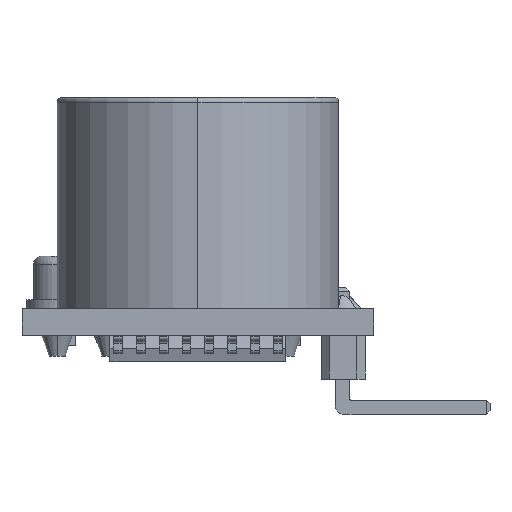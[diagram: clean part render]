
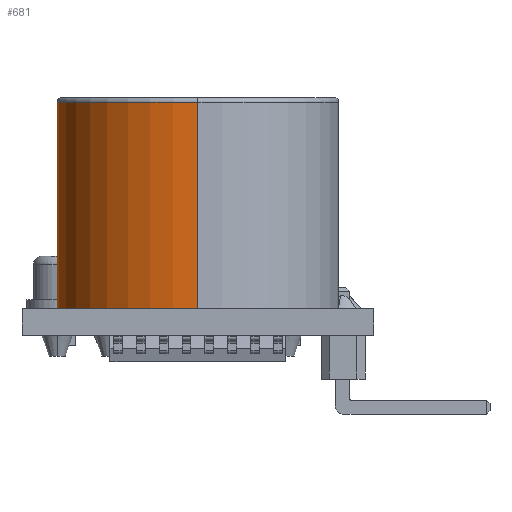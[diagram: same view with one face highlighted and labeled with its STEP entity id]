
A CAD part, left-side view. The second image highlights one B-rep face of the part: STEP entity #681.
In plain terms, the highlighted cylindrical face has radius 8 mm (diameter 16 mm), a partial arc.
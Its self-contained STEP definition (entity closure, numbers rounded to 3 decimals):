
#555=CARTESIAN_POINT('',(-13.,0.,13.25));
#556=DIRECTION('',(0.,0.,1.));
#557=DIRECTION('',(1.,0.,0.));
#558=AXIS2_PLACEMENT_3D('',#555,#556,#557);
#565=DIRECTION('',(0.,0.,1.));
#566=VECTOR('',#565,11.75);
#567=CARTESIAN_POINT('',(-21.,0.,1.5));
#568=LINE('',#567,#566);
#569=DIRECTION('',(0.,0.,1.));
#570=VECTOR('',#569,11.75);
#571=CARTESIAN_POINT('',(-5.,0.,1.5));
#572=LINE('',#571,#570);
#578=CARTESIAN_POINT('',(-13.,0.,1.5));
#579=DIRECTION('',(0.,0.,-1.));
#580=DIRECTION('',(-1.,0.,0.));
#581=AXIS2_PLACEMENT_3D('',#578,#579,#580);
#632=CARTESIAN_POINT('',(-5.,0.,13.25));
#634=VERTEX_POINT('',#632);
#639=CARTESIAN_POINT('',(-5.,0.,1.5));
#640=VERTEX_POINT('',#639);
#647=CARTESIAN_POINT('',(-21.,0.,13.25));
#648=VERTEX_POINT('',#647);
#649=CARTESIAN_POINT('',(-21.,0.,1.5));
#650=VERTEX_POINT('',#649);
#667=CARTESIAN_POINT('',(-13.,0.,13.5));
#668=DIRECTION('',(0.,0.,-1.));
#669=DIRECTION('',(-1.,0.,0.));
#670=AXIS2_PLACEMENT_3D('',#667,#668,#669);
#671=CYLINDRICAL_SURFACE('',#670,8.);
#672=ORIENTED_EDGE('',*,*,#656,.T.);
#674=ORIENTED_EDGE('',*,*,#673,.F.);
#676=ORIENTED_EDGE('',*,*,#675,.T.);
#678=ORIENTED_EDGE('',*,*,#677,.T.);
#679=EDGE_LOOP('',(#672,#674,#676,#678));
#680=FACE_OUTER_BOUND('',#679,.F.);
#681=ADVANCED_FACE('',(#680),#671,.T.);
#559=CIRCLE('',#558,8.);
#582=CIRCLE('',#581,8.);
#656=EDGE_CURVE('',#634,#648,#559,.T.);
#673=EDGE_CURVE('',#650,#648,#568,.T.);
#675=EDGE_CURVE('',#650,#640,#582,.T.);
#677=EDGE_CURVE('',#640,#634,#572,.T.);
